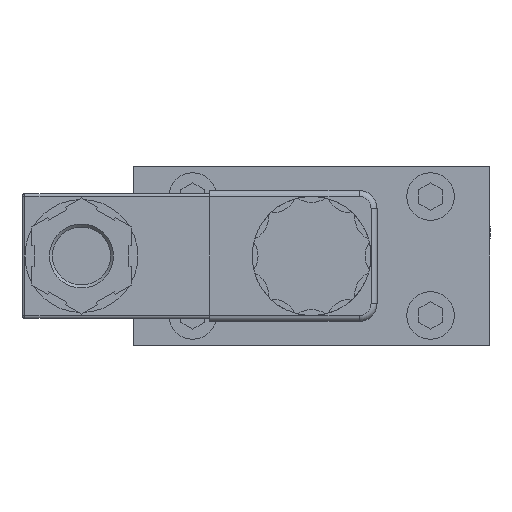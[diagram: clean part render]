
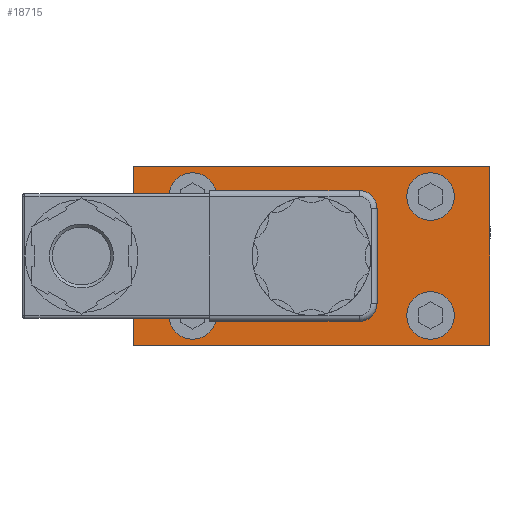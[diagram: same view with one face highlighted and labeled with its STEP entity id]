
A CAD part, left-side view. The second image highlights one B-rep face of the part: STEP entity #18715.
In plain terms, the highlighted planar face has unit normal (-1, 0, 0).
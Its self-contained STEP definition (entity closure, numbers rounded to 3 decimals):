
#351=LINE('',#25232,#1595);
#353=LINE('',#25236,#1597);
#355=LINE('',#25240,#1599);
#357=LINE('',#25244,#1601);
#1595=VECTOR('',#21235,1000.);
#1597=VECTOR('',#21239,1000.);
#1599=VECTOR('',#21243,1000.);
#1601=VECTOR('',#21247,1000.);
#2978=PLANE('',#19633);
#4061=ORIENTED_EDGE('',*,*,#7248,.F.);
#4062=ORIENTED_EDGE('',*,*,#7383,.T.);
#4063=ORIENTED_EDGE('',*,*,#7382,.T.);
#4064=ORIENTED_EDGE('',*,*,#7381,.T.);
#4065=ORIENTED_EDGE('',*,*,#7379,.T.);
#4066=ORIENTED_EDGE('',*,*,#7377,.T.);
#4067=ORIENTED_EDGE('',*,*,#7375,.T.);
#4068=ORIENTED_EDGE('',*,*,#7373,.T.);
#4069=ORIENTED_EDGE('',*,*,#7372,.T.);
#7248=EDGE_CURVE('',#9020,#9020,#10221,.T.);
#7372=EDGE_CURVE('',#9110,#9110,#10236,.T.);
#7373=EDGE_CURVE('',#9111,#9111,#10237,.T.);
#7375=EDGE_CURVE('',#9113,#9112,#351,.T.);
#7377=EDGE_CURVE('',#9114,#9113,#353,.T.);
#7379=EDGE_CURVE('',#9115,#9114,#355,.T.);
#7381=EDGE_CURVE('',#9112,#9115,#357,.T.);
#7382=EDGE_CURVE('',#9116,#9116,#10238,.T.);
#7383=EDGE_CURVE('',#9117,#9117,#10239,.T.);
#9020=VERTEX_POINT('',#24710);
#9110=VERTEX_POINT('',#25225);
#9111=VERTEX_POINT('',#25228);
#9112=VERTEX_POINT('',#25231);
#9113=VERTEX_POINT('',#25233);
#9114=VERTEX_POINT('',#25237);
#9115=VERTEX_POINT('',#25241);
#9116=VERTEX_POINT('',#25247);
#9117=VERTEX_POINT('',#25250);
#10221=CIRCLE('',#19552,8.);
#10236=CIRCLE('',#19622,4.);
#10237=CIRCLE('',#19624,4.);
#10238=CIRCLE('',#19630,4.);
#10239=CIRCLE('',#19632,4.);
#10761=EDGE_LOOP('',(#4061));
#10762=EDGE_LOOP('',(#4062));
#10763=EDGE_LOOP('',(#4063));
#10764=EDGE_LOOP('',(#4064,#4065,#4066,#4067));
#10765=EDGE_LOOP('',(#4068));
#10766=EDGE_LOOP('',(#4069));
#11839=FACE_BOUND('',#10761,.T.);
#11840=FACE_BOUND('',#10762,.T.);
#11841=FACE_BOUND('',#10763,.T.);
#11842=FACE_BOUND('',#10764,.T.);
#11843=FACE_BOUND('',#10765,.T.);
#11844=FACE_BOUND('',#10766,.T.);
#18715=ADVANCED_FACE('',(#11839,#11840,#11841,#11842,#11843,#11844),#2978,
 .T.);
#19552=AXIS2_PLACEMENT_3D('',#24709,#20985,#20986);
#19622=AXIS2_PLACEMENT_3D('',#25224,#21226,#21227);
#19624=AXIS2_PLACEMENT_3D('',#25227,#21230,#21231);
#19630=AXIS2_PLACEMENT_3D('',#25246,#21250,#21251);
#19632=AXIS2_PLACEMENT_3D('',#25249,#21254,#21255);
#19633=AXIS2_PLACEMENT_3D('',#25251,#21256,#21257);
#20985=DIRECTION('',(-1.,0.,0.));
#20986=DIRECTION('',(0.,-1.,0.));
#21226=DIRECTION('',(1.,0.,0.));
#21227=DIRECTION('',(0.,1.,0.));
#21230=DIRECTION('',(1.,0.,0.));
#21231=DIRECTION('',(0.,1.,0.));
#21235=DIRECTION('',(0.,1.,0.));
#21239=DIRECTION('',(0.,0.,1.));
#21243=DIRECTION('',(0.,-1.,0.));
#21247=DIRECTION('',(0.,0.,-1.));
#21250=DIRECTION('',(1.,0.,0.));
#21251=DIRECTION('',(0.,1.,0.));
#21254=DIRECTION('',(1.,0.,0.));
#21255=DIRECTION('',(0.,1.,0.));
#21256=DIRECTION('',(-1.,0.,0.));
#21257=DIRECTION('',(0.,-1.,0.));
#24709=CARTESIAN_POINT('',(-130.,0.,0.));
#24710=CARTESIAN_POINT('',(-130.,-8.,0.));
#25224=CARTESIAN_POINT('',(-130.,20.,-10.));
#25225=CARTESIAN_POINT('',(-130.,24.,-10.));
#25227=CARTESIAN_POINT('',(-130.,-20.,10.));
#25228=CARTESIAN_POINT('',(-130.,-16.,10.));
#25231=CARTESIAN_POINT('',(-130.,30.,15.));
#25232=CARTESIAN_POINT('',(-130.,-18.,15.));
#25233=CARTESIAN_POINT('',(-130.,-30.,15.));
#25236=CARTESIAN_POINT('',(-130.,-30.,-11.));
#25237=CARTESIAN_POINT('',(-130.,-30.,-15.));
#25240=CARTESIAN_POINT('',(-130.,18.,-15.));
#25241=CARTESIAN_POINT('',(-130.,30.,-15.));
#25244=CARTESIAN_POINT('',(-130.,30.,11.));
#25246=CARTESIAN_POINT('',(-130.,-20.,-10.));
#25247=CARTESIAN_POINT('',(-130.,-16.,-10.));
#25249=CARTESIAN_POINT('',(-130.,20.,10.));
#25250=CARTESIAN_POINT('',(-130.,24.,10.));
#25251=CARTESIAN_POINT('',(-130.,18.,-11.));
